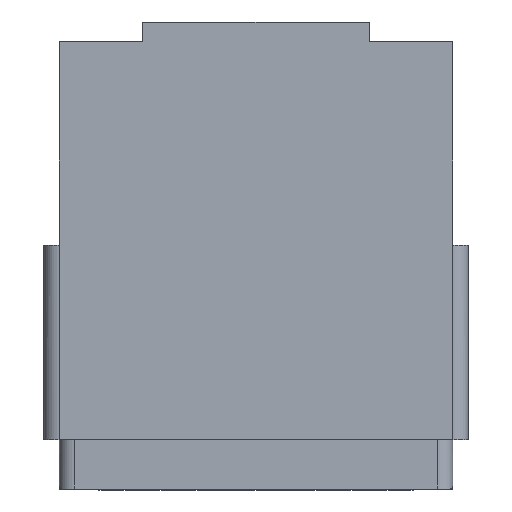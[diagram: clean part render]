
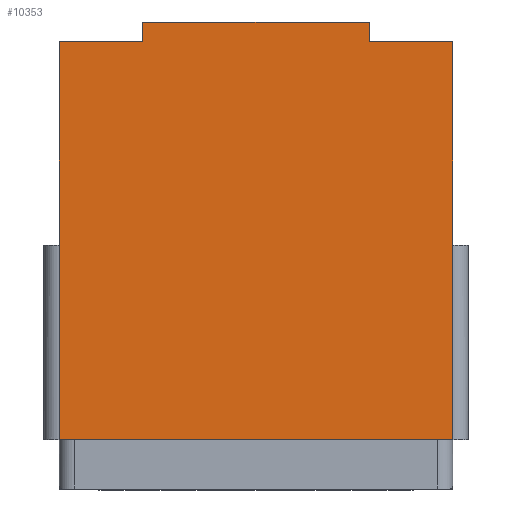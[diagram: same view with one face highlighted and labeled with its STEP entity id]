
A CAD part, front view. The second image highlights one B-rep face of the part: STEP entity #10353.
In plain terms, the highlighted planar face has unit normal (0, -1, 0).
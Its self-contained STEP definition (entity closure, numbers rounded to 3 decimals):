
#9716=DIRECTION('',(-1.,0.,0.));
#9717=VECTOR('',#9716,40.);
#9718=CARTESIAN_POINT('',(20.,-24.5,5.));
#9719=LINE('',#9718,#9717);
#9792=DIRECTION('',(-1.,0.,0.));
#9793=VECTOR('',#9792,23.);
#9794=CARTESIAN_POINT('',(11.5,-24.5,47.5));
#9795=LINE('',#9794,#9793);
#9800=DIRECTION('',(0.,0.,-1.));
#9801=VECTOR('',#9800,2.);
#9802=CARTESIAN_POINT('',(-11.5,-24.5,47.5));
#9803=LINE('',#9802,#9801);
#9804=DIRECTION('',(0.,0.,-1.));
#9805=VECTOR('',#9804,2.);
#9806=CARTESIAN_POINT('',(11.5,-24.5,47.5));
#9807=LINE('',#9806,#9805);
#9808=DIRECTION('',(-1.,0.,0.));
#9809=VECTOR('',#9808,8.5);
#9810=CARTESIAN_POINT('',(20.,-24.5,45.5));
#9811=LINE('',#9810,#9809);
#9812=DIRECTION('',(0.,0.,-1.));
#9813=VECTOR('',#9812,19.794);
#9814=CARTESIAN_POINT('',(20.,-24.5,24.794));
#9815=LINE('',#9814,#9813);
#9816=DIRECTION('',(0.,0.,-1.));
#9817=VECTOR('',#9816,20.706);
#9818=CARTESIAN_POINT('',(-20.,-24.5,45.5));
#9819=LINE('',#9818,#9817);
#9820=DIRECTION('',(1.,0.,0.));
#9821=VECTOR('',#9820,8.5);
#9822=CARTESIAN_POINT('',(-20.,-24.5,45.5));
#9823=LINE('',#9822,#9821);
#9832=DIRECTION('',(0.,0.,-1.));
#9833=VECTOR('',#9832,20.706);
#9834=CARTESIAN_POINT('',(20.,-24.5,45.5));
#9835=LINE('',#9834,#9833);
#9836=DIRECTION('',(0.,0.,-1.));
#9837=VECTOR('',#9836,19.794);
#9838=CARTESIAN_POINT('',(-20.,-24.5,24.794));
#9839=LINE('',#9838,#9837);
#10003=CARTESIAN_POINT('',(20.,-24.5,5.));
#10005=VERTEX_POINT('',#10003);
#10006=CARTESIAN_POINT('',(-20.,-24.5,5.));
#10007=VERTEX_POINT('',#10006);
#10024=CARTESIAN_POINT('',(-20.,-24.5,24.794));
#10025=VERTEX_POINT('',#10024);
#10042=CARTESIAN_POINT('',(20.,-24.5,24.794));
#10044=VERTEX_POINT('',#10042);
#10065=CARTESIAN_POINT('',(-11.5,-24.5,47.5));
#10067=VERTEX_POINT('',#10065);
#10069=CARTESIAN_POINT('',(11.5,-24.5,47.5));
#10071=VERTEX_POINT('',#10069);
#10073=CARTESIAN_POINT('',(-11.5,-24.5,45.5));
#10074=VERTEX_POINT('',#10073);
#10075=CARTESIAN_POINT('',(-20.,-24.5,45.5));
#10076=VERTEX_POINT('',#10075);
#10077=CARTESIAN_POINT('',(20.,-24.5,45.5));
#10078=CARTESIAN_POINT('',(11.5,-24.5,45.5));
#10079=VERTEX_POINT('',#10077);
#10080=VERTEX_POINT('',#10078);
#10332=CARTESIAN_POINT('',(20.,-24.5,47.5));
#10333=DIRECTION('',(0.,-1.,0.));
#10334=DIRECTION('',(-1.,0.,0.));
#10335=AXIS2_PLACEMENT_3D('',#10332,#10333,#10334);
#10336=PLANE('',#10335);
#10337=ORIENTED_EDGE('',*,*,#10282,.F.);
#10338=ORIENTED_EDGE('',*,*,#10299,.F.);
#10339=ORIENTED_EDGE('',*,*,#10313,.T.);
#10340=ORIENTED_EDGE('',*,*,#10323,.F.);
#10342=ORIENTED_EDGE('',*,*,#10341,.T.);
#10343=ORIENTED_EDGE('',*,*,#10131,.T.);
#10344=ORIENTED_EDGE('',*,*,#10210,.T.);
#10346=ORIENTED_EDGE('',*,*,#10345,.F.);
#10348=ORIENTED_EDGE('',*,*,#10347,.F.);
#10350=ORIENTED_EDGE('',*,*,#10349,.T.);
#10351=EDGE_LOOP('',(#10337,#10338,#10339,#10340,#10342,#10343,#10344,#10346,
#10348,#10350));
#10352=FACE_OUTER_BOUND('',#10351,.F.);
#10353=ADVANCED_FACE('',(#10352),#10336,.T.);
#10131=EDGE_CURVE('',#10044,#10005,#9815,.T.);
#10210=EDGE_CURVE('',#10005,#10007,#9719,.T.);
#10282=EDGE_CURVE('',#10067,#10074,#9803,.T.);
#10299=EDGE_CURVE('',#10071,#10067,#9795,.T.);
#10313=EDGE_CURVE('',#10071,#10080,#9807,.T.);
#10323=EDGE_CURVE('',#10079,#10080,#9811,.T.);
#10341=EDGE_CURVE('',#10079,#10044,#9835,.T.);
#10345=EDGE_CURVE('',#10025,#10007,#9839,.T.);
#10347=EDGE_CURVE('',#10076,#10025,#9819,.T.);
#10349=EDGE_CURVE('',#10076,#10074,#9823,.T.);
